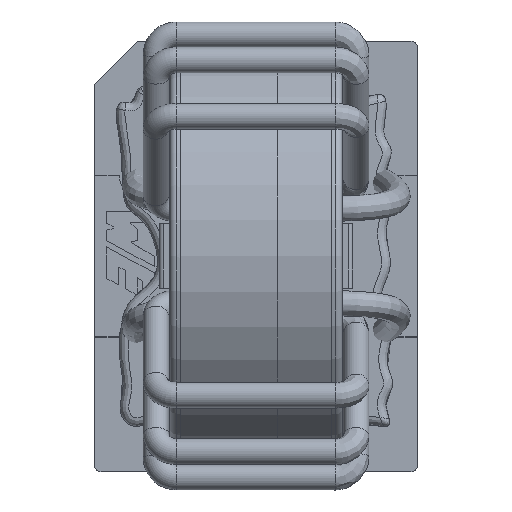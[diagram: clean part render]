
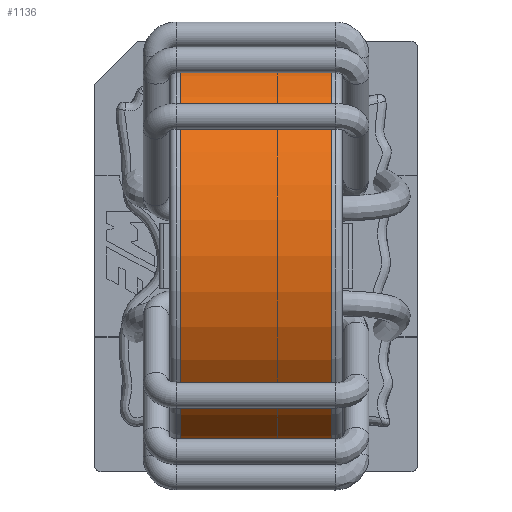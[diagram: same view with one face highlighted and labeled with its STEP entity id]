
A CAD part, top view. The second image highlights one B-rep face of the part: STEP entity #1136.
In plain terms, the highlighted cylindrical face has radius 9.66 mm (diameter 19.32 mm), a full revolution.
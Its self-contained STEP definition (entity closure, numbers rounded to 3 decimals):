
#1136=ADVANCED_FACE('',(#3341,#3342),#3343,.T.);
#1142=EDGE_CURVE('',#3353,#3353,#3354,.T.);
#1146=EDGE_CURVE('',#3359,#3359,#3360,.T.);
#3341=FACE_OUTER_BOUND('',#6601,.T.);
#3342=FACE_OUTER_BOUND('',#6602,.T.);
#3343=CYLINDRICAL_SURFACE('',#6603,9.66);
#3353=VERTEX_POINT('',#6614);
#3354=CIRCLE('',#6615,9.66);
#3359=VERTEX_POINT('',#6622);
#3360=CIRCLE('',#6623,9.66);
#6601=EDGE_LOOP('',(#17343));
#6602=EDGE_LOOP('',(#17344));
#6603=AXIS2_PLACEMENT_3D('',#17345,#17346,#17347);
#6614=CARTESIAN_POINT('',(1.85,-13.41,11.8));
#6615=AXIS2_PLACEMENT_3D('',#17360,#17361,#17362);
#6622=CARTESIAN_POINT('',(8.85,-13.41,11.8));
#6623=AXIS2_PLACEMENT_3D('',#17366,#17367,#17368);
#17343=ORIENTED_EDGE('',*,*,#1146,.F.);
#17344=ORIENTED_EDGE('',*,*,#1142,.T.);
#17345=CARTESIAN_POINT('',(1.85,-3.75,11.8));
#17346=DIRECTION('',(1.0,0.,0.));
#17347=DIRECTION('',(0.,0.,1.0));
#17360=CARTESIAN_POINT('',(1.85,-3.75,11.8));
#17361=DIRECTION('',(1.0,0.,0.));
#17362=DIRECTION('',(0.,-1.0,0.));
#17366=CARTESIAN_POINT('',(8.85,-3.75,11.8));
#17367=DIRECTION('',(1.0,0.,0.));
#17368=DIRECTION('',(0.,-1.0,0.));
